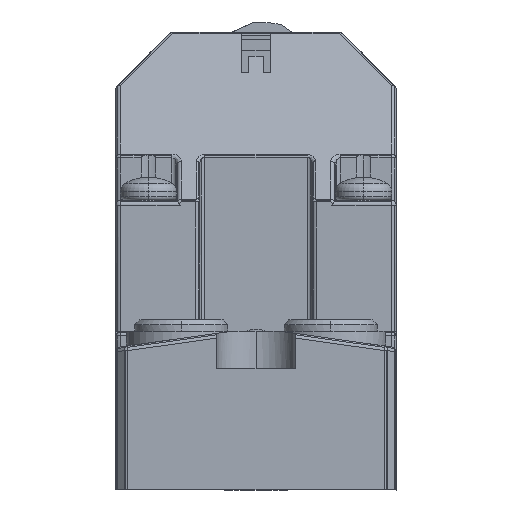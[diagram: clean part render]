
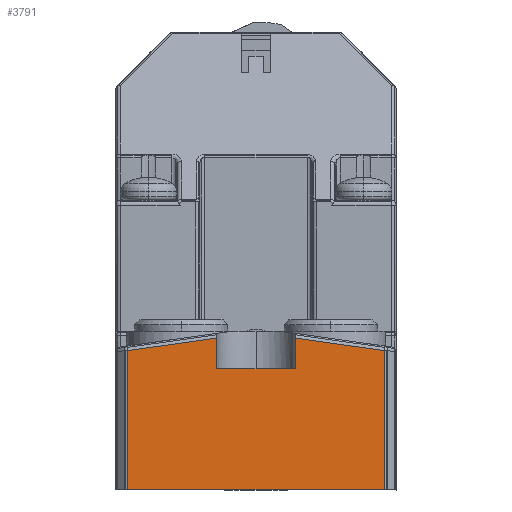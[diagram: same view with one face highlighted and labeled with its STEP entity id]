
A CAD part, front view. The second image highlights one B-rep face of the part: STEP entity #3791.
In plain terms, the highlighted planar face has unit normal (0, -1, 0).
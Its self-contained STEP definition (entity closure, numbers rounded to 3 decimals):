
#3762=AXIS2_PLACEMENT_3D('Plane Axis2P3D',#3759,#3760,#3761) ;
#2511=CARTESIAN_POINT('Vertex',(1.257,0.,14.915)) ;
#2514=CARTESIAN_POINT('Line Origine',(13.729,0.,16.668)) ;
#2518=CARTESIAN_POINT('Vertex',(10.8,0.,16.256)) ;
#2539=CARTESIAN_POINT('Line Origine',(10.8,0.,14.628)) ;
#2543=CARTESIAN_POINT('Vertex',(10.8,0.,13.)) ;
#2813=CARTESIAN_POINT('Vertex',(19.2,0.,16.256)) ;
#2838=CARTESIAN_POINT('Vertex',(19.2,0.,13.)) ;
#2841=CARTESIAN_POINT('Line Origine',(19.2,0.,14.628)) ;
#2891=CARTESIAN_POINT('Line Origine',(24.731,0.,15.479)) ;
#2895=CARTESIAN_POINT('Vertex',(28.743,0.,14.915)) ;
#3718=CARTESIAN_POINT('Line Origine',(28.743,0.,0.)) ;
#3722=CARTESIAN_POINT('Vertex',(28.743,0.,0.)) ;
#3759=CARTESIAN_POINT('Axis2P3D Location',(30.,0.,0.)) ;
#3764=CARTESIAN_POINT('Line Origine',(1.257,0.,7.458)) ;
#3768=CARTESIAN_POINT('Vertex',(1.257,0.,0.)) ;
#3771=CARTESIAN_POINT('Line Origine',(15.,0.,0.)) ;
#3776=CARTESIAN_POINT('Line Origine',(15.,0.,13.)) ;
#2515=DIRECTION('Vector Direction',(-0.99,0.,-0.139)) ;
#2540=DIRECTION('Vector Direction',(0.,0.,1.)) ;
#2842=DIRECTION('Vector Direction',(0.,0.,-1.)) ;
#2892=DIRECTION('Vector Direction',(-0.99,0.,0.139)) ;
#3719=DIRECTION('Vector Direction',(0.,0.,-1.)) ;
#3760=DIRECTION('Axis2P3D Direction',(0.,-1.,0.)) ;
#3761=DIRECTION('Axis2P3D XDirection',(0.,0.,-1.)) ;
#3765=DIRECTION('Vector Direction',(0.,0.,1.)) ;
#3772=DIRECTION('Vector Direction',(1.,0.,0.)) ;
#3777=DIRECTION('Vector Direction',(-1.,0.,0.)) ;
#2516=VECTOR('Line Direction',#2515,1.) ;
#2541=VECTOR('Line Direction',#2540,1.) ;
#2843=VECTOR('Line Direction',#2842,1.) ;
#2893=VECTOR('Line Direction',#2892,1.) ;
#3720=VECTOR('Line Direction',#3719,1.) ;
#3766=VECTOR('Line Direction',#3765,1.) ;
#3773=VECTOR('Line Direction',#3772,1.) ;
#3778=VECTOR('Line Direction',#3777,1.) ;
#3782=ORIENTED_EDGE('',*,*,#2520,.F.) ;
#3783=ORIENTED_EDGE('',*,*,#3770,.F.) ;
#3784=ORIENTED_EDGE('',*,*,#3775,.T.) ;
#3785=ORIENTED_EDGE('',*,*,#3724,.F.) ;
#3786=ORIENTED_EDGE('',*,*,#2897,.F.) ;
#3787=ORIENTED_EDGE('',*,*,#2845,.T.) ;
#3788=ORIENTED_EDGE('',*,*,#3780,.T.) ;
#3789=ORIENTED_EDGE('',*,*,#2545,.T.) ;
#3791=ADVANCED_FACE('Hauptk\X2\00F6\X0\rper',(#3790),#3763,.T.) ;
#2520=EDGE_CURVE('',#2512,#2519,#2517,.F.) ;
#2545=EDGE_CURVE('',#2544,#2519,#2542,.T.) ;
#2845=EDGE_CURVE('',#2814,#2839,#2844,.T.) ;
#2897=EDGE_CURVE('',#2814,#2896,#2894,.F.) ;
#3724=EDGE_CURVE('',#2896,#3723,#3721,.T.) ;
#3770=EDGE_CURVE('',#3769,#2512,#3767,.T.) ;
#3775=EDGE_CURVE('',#3769,#3723,#3774,.T.) ;
#3780=EDGE_CURVE('',#2839,#2544,#3779,.T.) ;
#3781=EDGE_LOOP('',(#3782,#3783,#3784,#3785,#3786,#3787,#3788,#3789)) ;
#3790=FACE_OUTER_BOUND('',#3781,.T.) ;
#2517=LINE('Line',#2514,#2516) ;
#2542=LINE('Line',#2539,#2541) ;
#2844=LINE('Line',#2841,#2843) ;
#2894=LINE('Line',#2891,#2893) ;
#3721=LINE('Line',#3718,#3720) ;
#3767=LINE('Line',#3764,#3766) ;
#3774=LINE('Line',#3771,#3773) ;
#3779=LINE('Line',#3776,#3778) ;
#3763=PLANE('',#3762) ;
#2512=VERTEX_POINT('',#2511) ;
#2519=VERTEX_POINT('',#2518) ;
#2544=VERTEX_POINT('',#2543) ;
#2814=VERTEX_POINT('',#2813) ;
#2839=VERTEX_POINT('',#2838) ;
#2896=VERTEX_POINT('',#2895) ;
#3723=VERTEX_POINT('',#3722) ;
#3769=VERTEX_POINT('',#3768) ;
